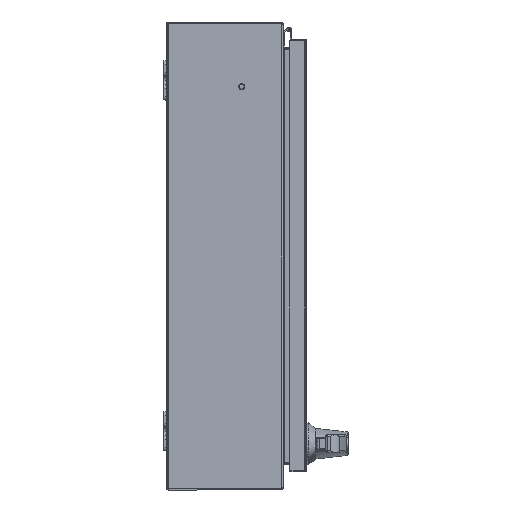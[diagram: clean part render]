
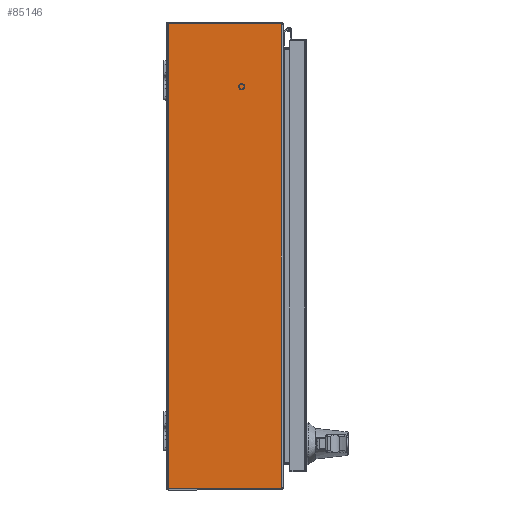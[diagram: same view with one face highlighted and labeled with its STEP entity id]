
A CAD part, front view. The second image highlights one B-rep face of the part: STEP entity #85146.
In plain terms, the highlighted face is planar.
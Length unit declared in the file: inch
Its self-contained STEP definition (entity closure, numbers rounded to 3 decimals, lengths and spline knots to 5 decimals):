
#6244 = VECTOR ( 'NONE', #72586, 39.37008 ) ;
#9384 = LINE ( 'NONE', #52423, #89839 ) ;
#10607 = ORIENTED_EDGE ( 'NONE', *, *, #49146, .F. ) ;
#10793 = EDGE_CURVE ( 'NONE', #87080, #105632, #85017, .T. ) ;
#11866 = PLANE ( 'NONE',  #13777 ) ;
#12278 = EDGE_LOOP ( 'NONE', ( #82960, #97372, #25667, #77336, #63551, #10607 ) ) ;
#13777 = AXIS2_PLACEMENT_3D ( 'NONE', #70985, #20970, #22062 ) ;
#15869 = DIRECTION ( 'NONE',  ( 0., 0., 1. ) ) ;
#16231 = CARTESIAN_POINT ( 'NONE',  ( 11.82789, -5.85858, -12. ) ) ;
#19081 = CARTESIAN_POINT ( 'NONE',  ( 11.92214, -5.892, -12. ) ) ;
#20970 = DIRECTION ( 'NONE',  ( 0., 0., 1. ) ) ;
#22062 = DIRECTION ( 'NONE',  ( 1., 0., 0. ) ) ;
#25528 = FACE_OUTER_BOUND ( 'NONE', #12278, .T. ) ;
#25667 = ORIENTED_EDGE ( 'NONE', *, *, #89118, .F. ) ;
#30499 = DIRECTION ( 'NONE',  ( 1., 0., 0. ) ) ;
#30606 = EDGE_CURVE ( 'NONE', #78527, #104196, #9384, .T. ) ;
#33937 = AXIS2_PLACEMENT_3D ( 'NONE', #16231, #74941, #50004 ) ;
#39330 = VECTOR ( 'NONE', #56888, 39.37008 ) ;
#48595 = CARTESIAN_POINT ( 'NONE',  ( 11.92789, 0., -12. ) ) ;
#49146 = EDGE_CURVE ( 'NONE', #54717, #79721, #97604, .T. ) ;
#50004 = DIRECTION ( 'NONE',  ( 1., 0., 0. ) ) ;
#51132 = EDGE_CURVE ( 'NONE', #79721, #78527, #82893, .T. ) ;
#51321 = VECTOR ( 'NONE', #30499, 39.37008 ) ;
#52423 = CARTESIAN_POINT ( 'NONE',  ( -11.92789, 0., -12. ) ) ;
#54717 = VERTEX_POINT ( 'NONE', #60358 ) ;
#55417 = CARTESIAN_POINT ( 'NONE',  ( -83.406, -5.892, -12. ) ) ;
#56888 = DIRECTION ( 'NONE',  ( 0., 1., 0. ) ) ;
#60358 = CARTESIAN_POINT ( 'NONE',  ( 11.92789, -5.85858, -12. ) ) ;
#62861 = CARTESIAN_POINT ( 'NONE',  ( 11.892, -0.108, -12. ) ) ;
#63551 = ORIENTED_EDGE ( 'NONE', *, *, #51132, .F. ) ;
#67333 = CARTESIAN_POINT ( 'NONE',  ( -11.92789, -0.108, -12. ) ) ;
#70985 = CARTESIAN_POINT ( 'NONE',  ( -83.406, 0., -12. ) ) ;
#72527 = CARTESIAN_POINT ( 'NONE',  ( -11.92789, -5.85858, -12. ) ) ;
#72586 = DIRECTION ( 'NONE',  ( -1., 0., 0. ) ) ;
#73508 = CARTESIAN_POINT ( 'NONE',  ( -11.82789, -5.85858, -12. ) ) ;
#74586 = DIRECTION ( 'NONE',  ( -1., 0., 0. ) ) ;
#74941 = DIRECTION ( 'NONE',  ( 0., 0., 1. ) ) ;
#77336 = ORIENTED_EDGE ( 'NONE', *, *, #30606, .F. ) ;
#78527 = VERTEX_POINT ( 'NONE', #67333 ) ;
#79721 = VERTEX_POINT ( 'NONE', #92435 ) ;
#82893 = LINE ( 'NONE', #62861, #6244 ) ;
#82960 = ORIENTED_EDGE ( 'NONE', *, *, #89253, .F. ) ;
#85017 = LINE ( 'NONE', #55417, #51321 ) ;
#85146 = ADVANCED_FACE ( 'NONE', ( #25528 ), #11866, .F. ) ;
#85261 = CIRCLE ( 'NONE', #92144, 0.1 ) ;
#87080 = VERTEX_POINT ( 'NONE', #98523 ) ;
#89118 = EDGE_CURVE ( 'NONE', #104196, #87080, #85261, .T. ) ;
#89253 = EDGE_CURVE ( 'NONE', #105632, #54717, #106121, .T. ) ;
#89839 = VECTOR ( 'NONE', #94103, 39.37008 ) ;
#92144 = AXIS2_PLACEMENT_3D ( 'NONE', #73508, #15869, #74586 ) ;
#92435 = CARTESIAN_POINT ( 'NONE',  ( 11.92789, -0.108, -12. ) ) ;
#94103 = DIRECTION ( 'NONE',  ( 0., -1., 0. ) ) ;
#97372 = ORIENTED_EDGE ( 'NONE', *, *, #10793, .F. ) ;
#97604 = LINE ( 'NONE', #48595, #39330 ) ;
#98523 = CARTESIAN_POINT ( 'NONE',  ( -11.92214, -5.892, -12. ) ) ;
#104196 = VERTEX_POINT ( 'NONE', #72527 ) ;
#105632 = VERTEX_POINT ( 'NONE', #19081 ) ;
#106121 = CIRCLE ( 'NONE', #33937, 0.1 ) ;
